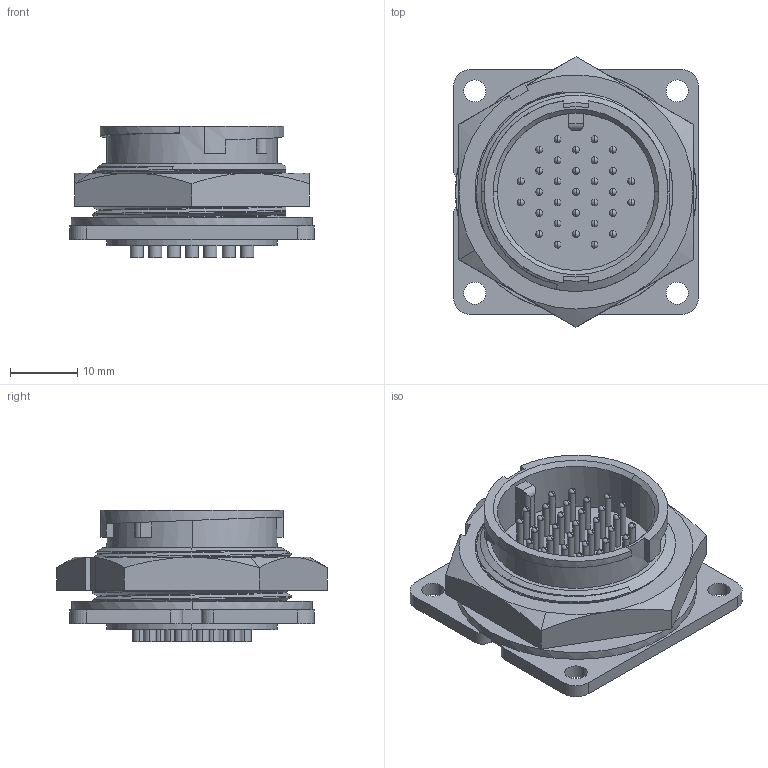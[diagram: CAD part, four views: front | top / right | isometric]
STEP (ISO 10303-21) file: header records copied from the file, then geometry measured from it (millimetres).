
FILE_DESCRIPTION (( 'STEP AP203' ), '1' );
FILE_NAME ('24280-31PG-300.STEP', '2015-11-11T19:23:29', ( '' ), ( '' ), 'SwSTEP 2.0', 'SolidWorks 2014', '' );
FILE_SCHEMA (( 'CONFIG_CONTROL_DESIGN' ));
Length unit declared in the file: inch
Products named in the file (1): 24280-31PG-300
Bounding box: 36.53 x 40.33 x 19.65 mm (x, y, z)
Volume: 10864.8 mm3; surface area: 8725.3 mm2
Topology: 2 solids, 2 shells, 685 faces, 1765 edges, 1183 vertices
Faces by surface type: plane 213, bspline 200, cylinder 199, sphere 62, cone 11
Entity records: 37551 total; most frequent: CARTESIAN_POINT 22343, ORIENTED_EDGE 3530, DIRECTION 2431, EDGE_CURVE 1765, VERTEX_POINT 1183, AXIS2_PLACEMENT_3D 824, EDGE_LOOP 794, LINE 783
